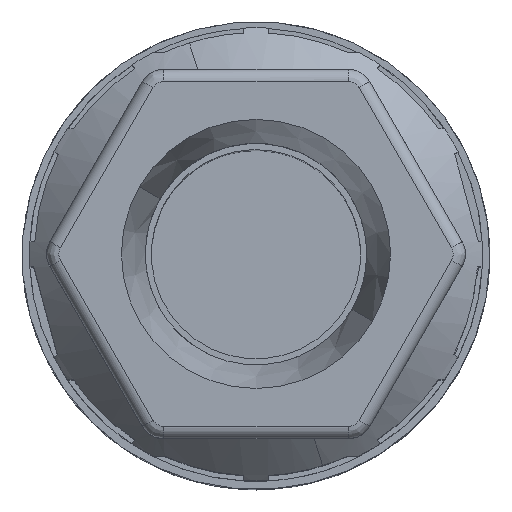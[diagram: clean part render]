
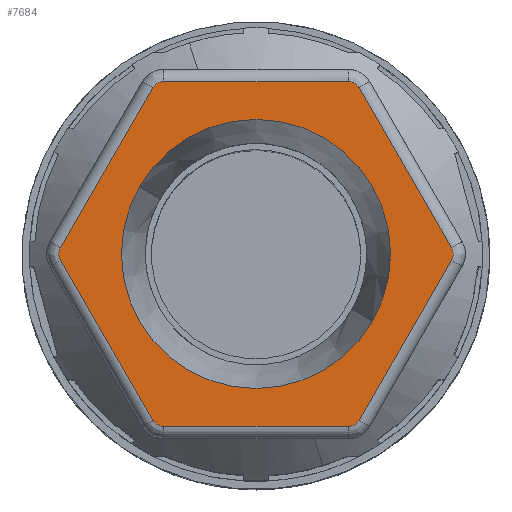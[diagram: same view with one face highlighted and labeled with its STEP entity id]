
A CAD part, top view. The second image highlights one B-rep face of the part: STEP entity #7684.
In plain terms, the highlighted planar face has unit normal (0, 0, 1).
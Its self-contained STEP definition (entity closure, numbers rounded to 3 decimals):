
#7650=AXIS2_PLACEMENT_3D('Plane Axis2P3D',#7647,#7648,#7649) ;
#7668=AXIS2_PLACEMENT_3D('Circle Axis2P3D',#7666,#7667,$) ;
#7677=AXIS2_PLACEMENT_3D('Circle Axis2P3D',#7675,#7676,$) ;
#7338=CARTESIAN_POINT('Vertex',(13.253,2.5,60.)) ;
#7341=CARTESIAN_POINT('Line Origine',(7.125,2.5,60.)) ;
#7345=CARTESIAN_POINT('Vertex',(5.747,2.5,60.)) ;
#7374=CARTESIAN_POINT('Vertex',(5.314,2.75,60.)) ;
#7378=CARTESIAN_POINT('Control Point',(5.747,2.5,60.)) ;
#7379=CARTESIAN_POINT('Control Point',(5.459,2.5,60.)) ;
#7380=CARTESIAN_POINT('Control Point',(5.314,2.75,60.)) ;
#7394=CARTESIAN_POINT('Line Origine',(6.292,1.057,60.)) ;
#7398=CARTESIAN_POINT('Vertex',(1.561,9.25,60.)) ;
#7427=CARTESIAN_POINT('Vertex',(1.561,9.75,60.)) ;
#7431=CARTESIAN_POINT('Control Point',(1.561,9.75,60.)) ;
#7432=CARTESIAN_POINT('Control Point',(1.417,9.5,60.)) ;
#7433=CARTESIAN_POINT('Control Point',(1.561,9.25,60.)) ;
#7447=CARTESIAN_POINT('Line Origine',(26.313,52.62,60.)) ;
#7451=CARTESIAN_POINT('Vertex',(5.314,16.25,60.)) ;
#7480=CARTESIAN_POINT('Vertex',(5.747,16.5,60.)) ;
#7484=CARTESIAN_POINT('Control Point',(5.314,16.25,60.)) ;
#7485=CARTESIAN_POINT('Control Point',(5.459,16.5,60.)) ;
#7486=CARTESIAN_POINT('Control Point',(5.747,16.5,60.)) ;
#7504=CARTESIAN_POINT('Vertex',(13.253,16.5,60.)) ;
#7507=CARTESIAN_POINT('Line Origine',(15.207,16.5,60.)) ;
#7530=CARTESIAN_POINT('Control Point',(13.253,16.5,60.)) ;
#7531=CARTESIAN_POINT('Control Point',(13.541,16.5,60.)) ;
#7532=CARTESIAN_POINT('Control Point',(13.686,16.25,60.)) ;
#7533=CARTESIAN_POINT('Vertex',(13.686,16.25,60.)) ;
#7553=CARTESIAN_POINT('Line Origine',(14.374,15.057,60.)) ;
#7557=CARTESIAN_POINT('Vertex',(17.439,9.75,60.)) ;
#7586=CARTESIAN_POINT('Vertex',(17.439,9.25,60.)) ;
#7590=CARTESIAN_POINT('Control Point',(17.439,9.75,60.)) ;
#7591=CARTESIAN_POINT('Control Point',(17.583,9.5,60.)) ;
#7592=CARTESIAN_POINT('Control Point',(17.439,9.25,60.)) ;
#7606=CARTESIAN_POINT('Line Origine',(38.437,45.62,60.)) ;
#7610=CARTESIAN_POINT('Vertex',(13.686,2.75,60.)) ;
#7636=CARTESIAN_POINT('Control Point',(13.686,2.75,60.)) ;
#7637=CARTESIAN_POINT('Control Point',(13.541,2.5,60.)) ;
#7638=CARTESIAN_POINT('Control Point',(13.253,2.5,60.)) ;
#7647=CARTESIAN_POINT('Axis2P3D Location',(14.854,6.409,60.)) ;
#7666=CARTESIAN_POINT('Axis2P3D Location',(9.5,9.5,60.)) ;
#7670=CARTESIAN_POINT('Vertex',(14.232,6.768,60.)) ;
#7672=CARTESIAN_POINT('Vertex',(4.768,12.232,60.)) ;
#7675=CARTESIAN_POINT('Axis2P3D Location',(9.5,9.5,60.)) ;
#7342=DIRECTION('Vector Direction',(1.,0.,0.)) ;
#7395=DIRECTION('Vector Direction',(0.5,-0.866,0.)) ;
#7448=DIRECTION('Vector Direction',(-0.5,-0.866,0.)) ;
#7508=DIRECTION('Vector Direction',(-1.,0.,0.)) ;
#7554=DIRECTION('Vector Direction',(-0.5,0.866,0.)) ;
#7607=DIRECTION('Vector Direction',(0.5,0.866,0.)) ;
#7648=DIRECTION('Axis2P3D Direction',(0.,0.,1.)) ;
#7649=DIRECTION('Axis2P3D XDirection',(0.866,-0.5,0.)) ;
#7667=DIRECTION('Axis2P3D Direction',(0.,0.,1.)) ;
#7676=DIRECTION('Axis2P3D Direction',(0.,0.,1.)) ;
#7343=VECTOR('Line Direction',#7342,1.) ;
#7396=VECTOR('Line Direction',#7395,1.) ;
#7449=VECTOR('Line Direction',#7448,1.) ;
#7509=VECTOR('Line Direction',#7508,1.) ;
#7555=VECTOR('Line Direction',#7554,1.) ;
#7608=VECTOR('Line Direction',#7607,1.) ;
#7653=ORIENTED_EDGE('',*,*,#7511,.T.) ;
#7654=ORIENTED_EDGE('',*,*,#7487,.F.) ;
#7655=ORIENTED_EDGE('',*,*,#7453,.T.) ;
#7656=ORIENTED_EDGE('',*,*,#7434,.T.) ;
#7657=ORIENTED_EDGE('',*,*,#7400,.T.) ;
#7658=ORIENTED_EDGE('',*,*,#7381,.F.) ;
#7659=ORIENTED_EDGE('',*,*,#7347,.T.) ;
#7660=ORIENTED_EDGE('',*,*,#7639,.F.) ;
#7661=ORIENTED_EDGE('',*,*,#7612,.T.) ;
#7662=ORIENTED_EDGE('',*,*,#7593,.F.) ;
#7663=ORIENTED_EDGE('',*,*,#7559,.T.) ;
#7664=ORIENTED_EDGE('',*,*,#7535,.F.) ;
#7681=ORIENTED_EDGE('',*,*,#7674,.F.) ;
#7682=ORIENTED_EDGE('',*,*,#7679,.F.) ;
#7683=FACE_BOUND('',#7680,.T.) ;
#7684=ADVANCED_FACE('Volumenk\X2\00F6\X0\rper2',(#7665,#7683),#7651,.T.) ;
#7669=CIRCLE('generated circle',#7668,5.465) ;
#7678=CIRCLE('generated circle',#7677,5.465) ;
#7347=EDGE_CURVE('',#7346,#7339,#7344,.T.) ;
#7381=EDGE_CURVE('',#7346,#7375,#7377,.T.) ;
#7400=EDGE_CURVE('',#7399,#7375,#7397,.T.) ;
#7434=EDGE_CURVE('',#7428,#7399,#7430,.T.) ;
#7453=EDGE_CURVE('',#7452,#7428,#7450,.T.) ;
#7487=EDGE_CURVE('',#7452,#7481,#7483,.T.) ;
#7511=EDGE_CURVE('',#7505,#7481,#7510,.T.) ;
#7535=EDGE_CURVE('',#7505,#7534,#7529,.T.) ;
#7559=EDGE_CURVE('',#7558,#7534,#7556,.T.) ;
#7593=EDGE_CURVE('',#7558,#7587,#7589,.T.) ;
#7612=EDGE_CURVE('',#7611,#7587,#7609,.T.) ;
#7639=EDGE_CURVE('',#7611,#7339,#7635,.T.) ;
#7674=EDGE_CURVE('',#7671,#7673,#7669,.T.) ;
#7679=EDGE_CURVE('',#7673,#7671,#7678,.T.) ;
#7652=EDGE_LOOP('',(#7653,#7654,#7655,#7656,#7657,#7658,#7659,#7660,#7661,#7662,#7663,#7664)) ;
#7680=EDGE_LOOP('',(#7681,#7682)) ;
#7665=FACE_OUTER_BOUND('',#7652,.T.) ;
#7344=LINE('Line',#7341,#7343) ;
#7397=LINE('Line',#7394,#7396) ;
#7450=LINE('Line',#7447,#7449) ;
#7510=LINE('Line',#7507,#7509) ;
#7556=LINE('Line',#7553,#7555) ;
#7609=LINE('Line',#7606,#7608) ;
#7651=PLANE('',#7650) ;
#7339=VERTEX_POINT('',#7338) ;
#7346=VERTEX_POINT('',#7345) ;
#7375=VERTEX_POINT('',#7374) ;
#7399=VERTEX_POINT('',#7398) ;
#7428=VERTEX_POINT('',#7427) ;
#7452=VERTEX_POINT('',#7451) ;
#7481=VERTEX_POINT('',#7480) ;
#7505=VERTEX_POINT('',#7504) ;
#7534=VERTEX_POINT('',#7533) ;
#7558=VERTEX_POINT('',#7557) ;
#7587=VERTEX_POINT('',#7586) ;
#7611=VERTEX_POINT('',#7610) ;
#7671=VERTEX_POINT('',#7670) ;
#7673=VERTEX_POINT('',#7672) ;
#7377=(BOUNDED_CURVE()B_SPLINE_CURVE(2,(#7378,#7379,#7380),.UNSPECIFIED.,.F.,.U.)B_SPLINE_CURVE_WITH_KNOTS((3,3),(-2.094,-1.132),.UNSPECIFIED.)CURVE()GEOMETRIC_REPRESENTATION_ITEM()RATIONAL_B_SPLINE_CURVE((1.,0.866,1.))REPRESENTATION_ITEM('')) ;
#7430=(BOUNDED_CURVE()B_SPLINE_CURVE(2,(#7431,#7432,#7433),.UNSPECIFIED.,.F.,.U.)B_SPLINE_CURVE_WITH_KNOTS((3,3),(-3.142,-2.179),.UNSPECIFIED.)CURVE()GEOMETRIC_REPRESENTATION_ITEM()RATIONAL_B_SPLINE_CURVE((1.,0.866,1.))REPRESENTATION_ITEM('')) ;
#7483=(BOUNDED_CURVE()B_SPLINE_CURVE(2,(#7484,#7485,#7486),.UNSPECIFIED.,.F.,.U.)B_SPLINE_CURVE_WITH_KNOTS((3,3),(0.,0.962),.UNSPECIFIED.)CURVE()GEOMETRIC_REPRESENTATION_ITEM()RATIONAL_B_SPLINE_CURVE((1.,0.866,1.))REPRESENTATION_ITEM('')) ;
#7529=(BOUNDED_CURVE()B_SPLINE_CURVE(2,(#7530,#7531,#7532),.UNSPECIFIED.,.F.,.U.)B_SPLINE_CURVE_WITH_KNOTS((3,3),(1.047,2.009),.UNSPECIFIED.)CURVE()GEOMETRIC_REPRESENTATION_ITEM()RATIONAL_B_SPLINE_CURVE((1.,0.866,1.))REPRESENTATION_ITEM('')) ;
#7589=(BOUNDED_CURVE()B_SPLINE_CURVE(2,(#7590,#7591,#7592),.UNSPECIFIED.,.F.,.U.)B_SPLINE_CURVE_WITH_KNOTS((3,3),(2.094,3.057),.UNSPECIFIED.)CURVE()GEOMETRIC_REPRESENTATION_ITEM()RATIONAL_B_SPLINE_CURVE((1.,0.866,1.))REPRESENTATION_ITEM('')) ;
#7635=(BOUNDED_CURVE()B_SPLINE_CURVE(2,(#7636,#7637,#7638),.UNSPECIFIED.,.F.,.U.)B_SPLINE_CURVE_WITH_KNOTS((3,3),(-3.142,-2.179),.UNSPECIFIED.)CURVE()GEOMETRIC_REPRESENTATION_ITEM()RATIONAL_B_SPLINE_CURVE((1.,0.866,1.))REPRESENTATION_ITEM('')) ;
